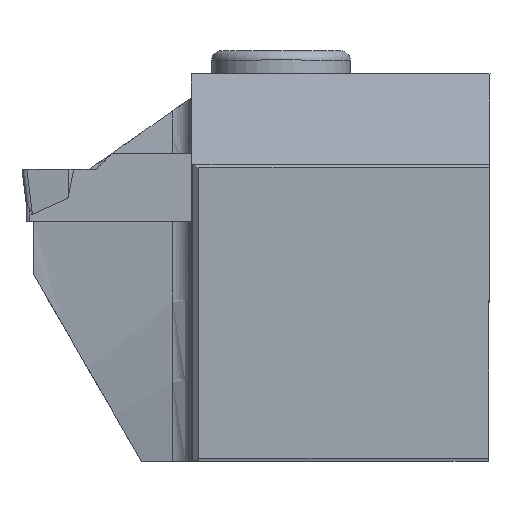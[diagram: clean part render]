
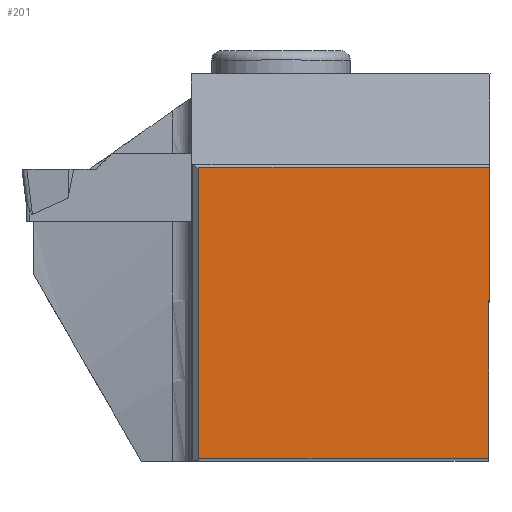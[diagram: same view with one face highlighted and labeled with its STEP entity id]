
A CAD part, top view. The second image highlights one B-rep face of the part: STEP entity #201.
In plain terms, the highlighted planar face has unit normal (0, 0, 1).
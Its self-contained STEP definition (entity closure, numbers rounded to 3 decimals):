
#201=ADVANCED_FACE('BLANK_BOXF006',(#313),#251,.F.);
#251=PLANE('',#1472);
#313=FACE_OUTER_BOUND('',#378,.T.);
#378=EDGE_LOOP('',(#678,#679,#680,#681));
#678=ORIENTED_EDGE('',*,*,#1047,.F.);
#679=ORIENTED_EDGE('',*,*,#1042,.F.);
#680=ORIENTED_EDGE('',*,*,#1048,.F.);
#681=ORIENTED_EDGE('',*,*,#1049,.F.);
#882=VERTEX_POINT('',#2383);
#883=VERTEX_POINT('',#2385);
#886=VERTEX_POINT('',#2395);
#887=VERTEX_POINT('',#2397);
#1042=EDGE_CURVE('',#882,#883,#1169,.T.);
#1047=EDGE_CURVE('',#883,#886,#1174,.T.);
#1048=EDGE_CURVE('',#887,#882,#1175,.T.);
#1049=EDGE_CURVE('',#886,#887,#1176,.T.);
#1169=LINE('',#2384,#1293);
#1174=LINE('',#2394,#1298);
#1175=LINE('',#2396,#1299);
#1176=LINE('',#2398,#1300);
#1293=VECTOR('',#1762,1.);
#1298=VECTOR('',#1771,1.);
#1299=VECTOR('',#1772,1.);
#1300=VECTOR('',#1773,1.);
#1472=AXIS2_PLACEMENT_3D('',#2399,#1774,#1775);
#1762=DIRECTION('',(-1.,0.,0.));
#1771=DIRECTION('',(0.,1.,0.));
#1772=DIRECTION('',(-0.004,-1.,0.));
#1773=DIRECTION('',(1.,0.,0.));
#1774=DIRECTION('',(0.,0.,-1.));
#1775=DIRECTION('',(0.,-1.,0.));
#2383=CARTESIAN_POINT('',(-0.109,0.,0.));
#2384=CARTESIAN_POINT('',(152.296,0.,0.));
#2385=CARTESIAN_POINT('',(-24.875,0.,0.));
#2394=CARTESIAN_POINT('',(-24.875,-152.296,0.));
#2395=CARTESIAN_POINT('',(-24.875,24.875,0.));
#2396=CARTESIAN_POINT('',(0.556,152.294,0.));
#2397=CARTESIAN_POINT('',(0.,24.875,0.));
#2398=CARTESIAN_POINT('',(-152.296,24.875,0.));
#2399=CARTESIAN_POINT('',(-39.,-5.,0.));
